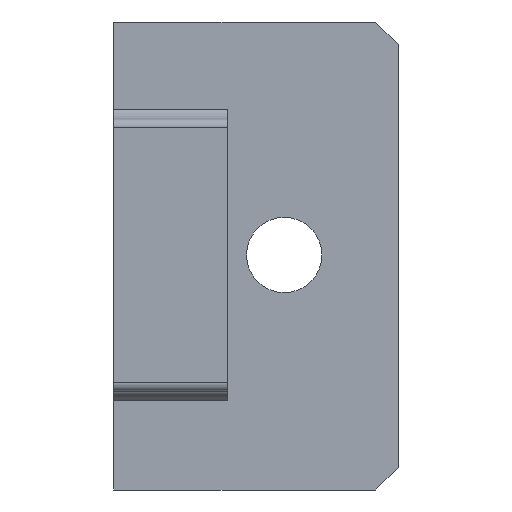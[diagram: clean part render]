
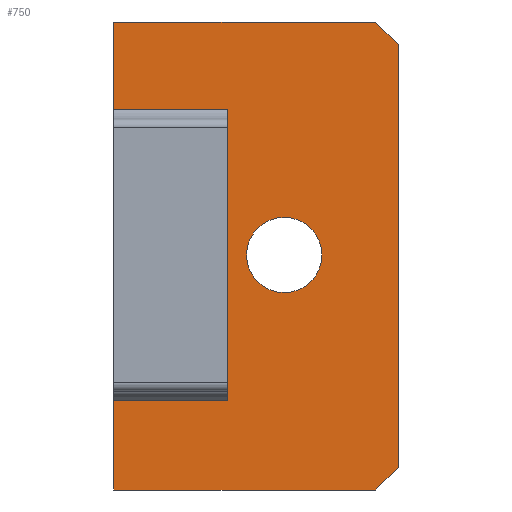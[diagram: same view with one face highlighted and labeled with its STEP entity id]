
A CAD part, front view. The second image highlights one B-rep face of the part: STEP entity #750.
In plain terms, the highlighted planar face has unit normal (0, -1, 0).
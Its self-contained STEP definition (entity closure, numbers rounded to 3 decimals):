
#117=CARTESIAN_POINT('',(284.945,584.551,290.085));
#118=DIRECTION('',(0.,-1.,0.));
#119=DIRECTION('',(1.,0.,0.));
#120=AXIS2_PLACEMENT_3D('',#117,#118,#119);
#122=CARTESIAN_POINT('',(284.945,584.551,290.085));
#123=DIRECTION('',(0.,-1.,0.));
#124=DIRECTION('',(-1.,0.,0.));
#125=AXIS2_PLACEMENT_3D('',#122,#123,#124);
#127=DIRECTION('',(-1.,0.,0.));
#128=VECTOR('',#127,10.);
#129=CARTESIAN_POINT('',(280.,584.551,277.326));
#130=LINE('',#129,#128);
#131=DIRECTION('',(-1.,0.,0.));
#132=VECTOR('',#131,10.);
#133=CARTESIAN_POINT('',(280.,584.551,302.844));
#134=LINE('',#133,#132);
#135=DIRECTION('',(0.,0.,1.));
#136=VECTOR('',#135,7.656);
#137=CARTESIAN_POINT('',(270.,584.551,302.844));
#138=LINE('',#137,#136);
#139=DIRECTION('',(1.,0.,0.));
#140=VECTOR('',#139,22.95);
#141=CARTESIAN_POINT('',(270.,584.551,310.5));
#142=LINE('',#141,#140);
#143=DIRECTION('',(0.707,0.,-0.707));
#144=VECTOR('',#143,2.828);
#145=CARTESIAN_POINT('',(292.95,584.551,310.5));
#146=LINE('',#145,#144);
#147=DIRECTION('',(-0.707,0.,-0.707));
#148=VECTOR('',#147,2.828);
#149=CARTESIAN_POINT('',(294.95,584.551,271.5));
#150=LINE('',#149,#148);
#151=DIRECTION('',(0.,0.,1.));
#152=VECTOR('',#151,7.826);
#153=CARTESIAN_POINT('',(270.,584.551,269.5));
#154=LINE('',#153,#152);
#216=DIRECTION('',(0.,0.,1.));
#217=VECTOR('',#216,37.);
#218=CARTESIAN_POINT('',(294.95,584.551,271.5));
#219=LINE('',#218,#217);
#244=DIRECTION('',(1.,0.,0.));
#245=VECTOR('',#244,22.95);
#246=CARTESIAN_POINT('',(270.,584.551,269.5));
#247=LINE('',#246,#245);
#341=DIRECTION('',(0.,0.,-1.));
#342=VECTOR('',#341,25.519);
#343=CARTESIAN_POINT('',(280.,584.551,302.844));
#344=LINE('',#343,#342);
#430=CARTESIAN_POINT('',(270.,584.551,269.5));
#432=VERTEX_POINT('',#430);
#439=CARTESIAN_POINT('',(270.,584.551,310.5));
#440=VERTEX_POINT('',#439);
#441=CARTESIAN_POINT('',(294.95,584.551,271.5));
#442=CARTESIAN_POINT('',(292.95,584.551,269.5));
#443=VERTEX_POINT('',#441);
#444=VERTEX_POINT('',#442);
#445=CARTESIAN_POINT('',(292.95,584.551,310.5));
#446=VERTEX_POINT('',#445);
#447=CARTESIAN_POINT('',(294.95,584.551,308.5));
#448=VERTEX_POINT('',#447);
#465=CARTESIAN_POINT('',(288.245,584.551,290.085));
#466=CARTESIAN_POINT('',(281.645,584.551,290.085));
#467=VERTEX_POINT('',#465);
#468=VERTEX_POINT('',#466);
#543=CARTESIAN_POINT('',(270.,584.551,277.326));
#544=VERTEX_POINT('',#543);
#545=CARTESIAN_POINT('',(270.,584.551,302.844));
#547=VERTEX_POINT('',#545);
#557=CARTESIAN_POINT('',(280.,584.551,277.326));
#558=VERTEX_POINT('',#557);
#559=CARTESIAN_POINT('',(280.,584.551,302.844));
#560=VERTEX_POINT('',#559);
#720=CARTESIAN_POINT('',(270.,584.551,310.5));
#721=DIRECTION('',(0.,-1.,0.));
#722=DIRECTION('',(0.,0.,-1.));
#723=AXIS2_PLACEMENT_3D('',#720,#721,#722);
#724=PLANE('',#723);
#726=ORIENTED_EDGE('',*,*,#725,.F.);
#728=ORIENTED_EDGE('',*,*,#727,.F.);
#729=ORIENTED_EDGE('',*,*,#712,.T.);
#730=ORIENTED_EDGE('',*,*,#604,.T.);
#732=ORIENTED_EDGE('',*,*,#731,.T.);
#734=ORIENTED_EDGE('',*,*,#733,.T.);
#736=ORIENTED_EDGE('',*,*,#735,.F.);
#738=ORIENTED_EDGE('',*,*,#737,.T.);
#740=ORIENTED_EDGE('',*,*,#739,.F.);
#741=ORIENTED_EDGE('',*,*,#592,.T.);
#742=EDGE_LOOP('',(#726,#728,#729,#730,#732,#734,#736,#738,#740,#741));
#743=FACE_OUTER_BOUND('',#742,.F.);
#745=ORIENTED_EDGE('',*,*,#744,.T.);
#747=ORIENTED_EDGE('',*,*,#746,.T.);
#748=EDGE_LOOP('',(#745,#747));
#749=FACE_BOUND('',#748,.F.);
#750=ADVANCED_FACE('',(#743,#749),#724,.T.);
#121=CIRCLE('',#120,3.3);
#126=CIRCLE('',#125,3.3);
#592=EDGE_CURVE('',#432,#544,#154,.T.);
#604=EDGE_CURVE('',#547,#440,#138,.T.);
#712=EDGE_CURVE('',#560,#547,#134,.T.);
#725=EDGE_CURVE('',#558,#544,#130,.T.);
#727=EDGE_CURVE('',#560,#558,#344,.T.);
#731=EDGE_CURVE('',#440,#446,#142,.T.);
#733=EDGE_CURVE('',#446,#448,#146,.T.);
#735=EDGE_CURVE('',#443,#448,#219,.T.);
#737=EDGE_CURVE('',#443,#444,#150,.T.);
#739=EDGE_CURVE('',#432,#444,#247,.T.);
#744=EDGE_CURVE('',#467,#468,#121,.T.);
#746=EDGE_CURVE('',#468,#467,#126,.T.);
